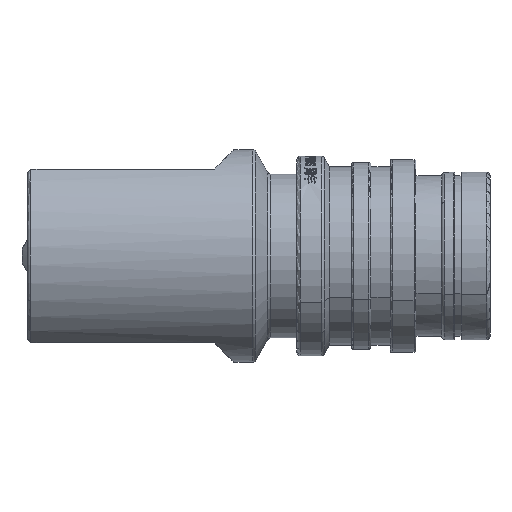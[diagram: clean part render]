
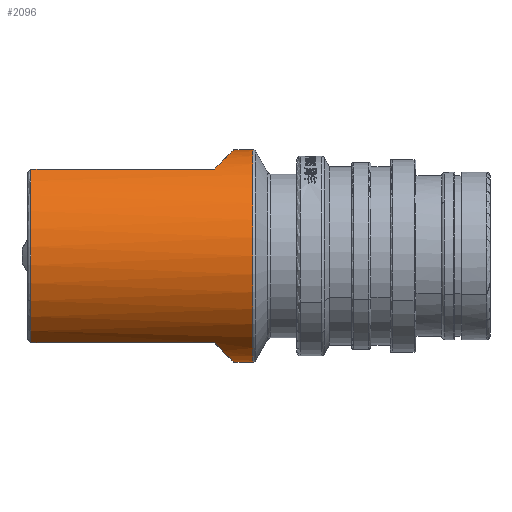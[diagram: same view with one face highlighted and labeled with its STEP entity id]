
A CAD part, front view. The second image highlights one B-rep face of the part: STEP entity #2096.
In plain terms, the highlighted cylindrical face has radius 16.5 mm (diameter 33 mm), a partial arc.
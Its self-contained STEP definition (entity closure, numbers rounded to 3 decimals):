
#437 = LINE ( 'NONE', #7917, #5965 ) ;
#439 = ORIENTED_EDGE ( 'NONE', *, *, #14392, .F. ) ;
#568 =( BOUNDED_CURVE ( )  B_SPLINE_CURVE ( 3, ( #16105, #8761, #13877, #2166 ),
 .UNSPECIFIED., .F., .F. ) 
 B_SPLINE_CURVE_WITH_KNOTS ( ( 4, 4 ),
 ( 0., 0.613 ),
 .UNSPECIFIED. ) 
 CURVE ( )  GEOMETRIC_REPRESENTATION_ITEM ( )  RATIONAL_B_SPLINE_CURVE ( ( 1., 0.969, 0.969, 1. ) ) 
 REPRESENTATION_ITEM ( '' )  );
#1162 = CARTESIAN_POINT ( 'NONE',  ( 22.2, -50., -16.5 ) ) ;
#1445 = VERTEX_POINT ( 'NONE', #6605 ) ;
#1492 = DIRECTION ( 'NONE',  ( 0., 0., -1. ) ) ;
#1505 = VECTOR ( 'NONE', #3740, 1000. ) ;
#1815 = EDGE_CURVE ( 'NONE', #1445, #7960, #15825, .T. ) ;
#1868 = AXIS2_PLACEMENT_3D ( 'NONE', #12976, #14380, #11742 ) ;
#1894 = AXIS2_PLACEMENT_3D ( 'NONE', #7503, #2429, #1492 ) ;
#1971 = DIRECTION ( 'NONE',  ( 0., 0., -1. ) ) ;
#2074 = VERTEX_POINT ( 'NONE', #10965 ) ;
#2096 = ADVANCED_FACE ( 'NONE', ( #4392 ), #15660, .T. ) ;
#2166 = CARTESIAN_POINT ( 'NONE',  ( 19.2, -59.487, 13.5 ) ) ;
#2429 = DIRECTION ( 'NONE',  ( -1., 0., 0. ) ) ;
#2447 = CARTESIAN_POINT ( 'NONE',  ( -9.3, -59.487, -13.5 ) ) ;
#2494 = CARTESIAN_POINT ( 'NONE',  ( 22.2, -53.423, -16.5 ) ) ;
#2613 = LINE ( 'NONE', #10276, #14411 ) ;
#2632 = EDGE_CURVE ( 'NONE', #13735, #12851, #437, .T. ) ;
#2759 = AXIS2_PLACEMENT_3D ( 'NONE', #8303, #15993, #1971 ) ;
#2859 = CARTESIAN_POINT ( 'NONE',  ( 19.2, -59.487, 13.5 ) ) ;
#2885 = LINE ( 'NONE', #8684, #1505 ) ;
#3740 = DIRECTION ( 'NONE',  ( -1., 0., 0. ) ) ;
#3825 = VERTEX_POINT ( 'NONE', #2447 ) ;
#4392 = FACE_OUTER_BOUND ( 'NONE', #13273, .T. ) ;
#5281 = CARTESIAN_POINT ( 'NONE',  ( -9.3, -59.487, 13.5 ) ) ;
#5595 = EDGE_CURVE ( 'NONE', #13735, #3825, #6386, .T. ) ;
#5783 = LINE ( 'NONE', #7022, #14920 ) ;
#5965 = VECTOR ( 'NONE', #8083, 1000. ) ;
#6135 = CARTESIAN_POINT ( 'NONE',  ( 22.2, -50., 16.5 ) ) ;
#6386 = CIRCLE ( 'NONE', #1868, 16.5 ) ;
#6389 = EDGE_CURVE ( 'NONE', #13733, #11730, #5783, .T. ) ;
#6474 = ORIENTED_EDGE ( 'NONE', *, *, #5595, .T. ) ;
#6605 = CARTESIAN_POINT ( 'NONE',  ( 19.2, -59.487, -13.5 ) ) ;
#7022 = CARTESIAN_POINT ( 'NONE',  ( 35.2, -50., 16.5 ) ) ;
#7315 = CARTESIAN_POINT ( 'NONE',  ( 19.2, -59.487, -13.5 ) ) ;
#7503 = CARTESIAN_POINT ( 'NONE',  ( 25.146, -50., 0. ) ) ;
#7506 = EDGE_CURVE ( 'NONE', #7960, #2074, #2613, .T. ) ;
#7630 = ORIENTED_EDGE ( 'NONE', *, *, #11872, .T. ) ;
#7689 = DIRECTION ( 'NONE',  ( 1., 0., 0. ) ) ;
#7917 = CARTESIAN_POINT ( 'NONE',  ( 35.2, -59.487, 13.5 ) ) ;
#7960 = VERTEX_POINT ( 'NONE', #10825 ) ;
#8083 = DIRECTION ( 'NONE',  ( 1., 0., 0. ) ) ;
#8303 = CARTESIAN_POINT ( 'NONE',  ( 35.2, -50., 0. ) ) ;
#8684 = CARTESIAN_POINT ( 'NONE',  ( 35.2, -59.487, -13.5 ) ) ;
#8761 = CARTESIAN_POINT ( 'NONE',  ( 22.2, -53.423, 16.5 ) ) ;
#9334 = CIRCLE ( 'NONE', #1894, 16.5 ) ;
#10276 = CARTESIAN_POINT ( 'NONE',  ( 35.2, -50., -16.5 ) ) ;
#10599 = ORIENTED_EDGE ( 'NONE', *, *, #6389, .F. ) ;
#10677 = ORIENTED_EDGE ( 'NONE', *, *, #12973, .T. ) ;
#10825 = CARTESIAN_POINT ( 'NONE',  ( 22.2, -50., -16.5 ) ) ;
#10965 = CARTESIAN_POINT ( 'NONE',  ( 25.146, -50., -16.5 ) ) ;
#11730 = VERTEX_POINT ( 'NONE', #15046 ) ;
#11742 = DIRECTION ( 'NONE',  ( 0., 0., -1. ) ) ;
#11852 = DIRECTION ( 'NONE',  ( 1., 0., 0. ) ) ;
#11872 = EDGE_CURVE ( 'NONE', #2074, #11730, #9334, .T. ) ;
#12851 = VERTEX_POINT ( 'NONE', #2859 ) ;
#12973 = EDGE_CURVE ( 'NONE', #13733, #12851, #568, .T. ) ;
#12976 = CARTESIAN_POINT ( 'NONE',  ( -9.3, -50., 0. ) ) ;
#13273 = EDGE_LOOP ( 'NONE', ( #10599, #10677, #16063, #6474, #439, #14229, #15681, #7630 ) ) ;
#13709 = CARTESIAN_POINT ( 'NONE',  ( 21.168, -56.686, -15.468 ) ) ;
#13733 = VERTEX_POINT ( 'NONE', #6135 ) ;
#13735 = VERTEX_POINT ( 'NONE', #5281 ) ;
#13877 = CARTESIAN_POINT ( 'NONE',  ( 21.168, -56.686, 15.468 ) ) ;
#14229 = ORIENTED_EDGE ( 'NONE', *, *, #1815, .T. ) ;
#14380 = DIRECTION ( 'NONE',  ( 1., 0., 0. ) ) ;
#14392 = EDGE_CURVE ( 'NONE', #1445, #3825, #2885, .T. ) ;
#14411 = VECTOR ( 'NONE', #7689, 1000. ) ;
#14920 = VECTOR ( 'NONE', #11852, 1000. ) ;
#15046 = CARTESIAN_POINT ( 'NONE',  ( 25.146, -50., 16.5 ) ) ;
#15660 = CYLINDRICAL_SURFACE ( 'NONE', #2759, 16.5 ) ;
#15681 = ORIENTED_EDGE ( 'NONE', *, *, #7506, .T. ) ;
#15825 =( BOUNDED_CURVE ( )  B_SPLINE_CURVE ( 3, ( #7315, #13709, #2494, #1162 ),
 .UNSPECIFIED., .F., .F. ) 
 B_SPLINE_CURVE_WITH_KNOTS ( ( 4, 4 ),
 ( 5.671, 6.283 ),
 .UNSPECIFIED. ) 
 CURVE ( )  GEOMETRIC_REPRESENTATION_ITEM ( )  RATIONAL_B_SPLINE_CURVE ( ( 1., 0.969, 0.969, 1. ) ) 
 REPRESENTATION_ITEM ( '' )  );
#15993 = DIRECTION ( 'NONE',  ( 1., 0., 0. ) ) ;
#16063 = ORIENTED_EDGE ( 'NONE', *, *, #2632, .F. ) ;
#16105 = CARTESIAN_POINT ( 'NONE',  ( 22.2, -50., 16.5 ) ) ;
